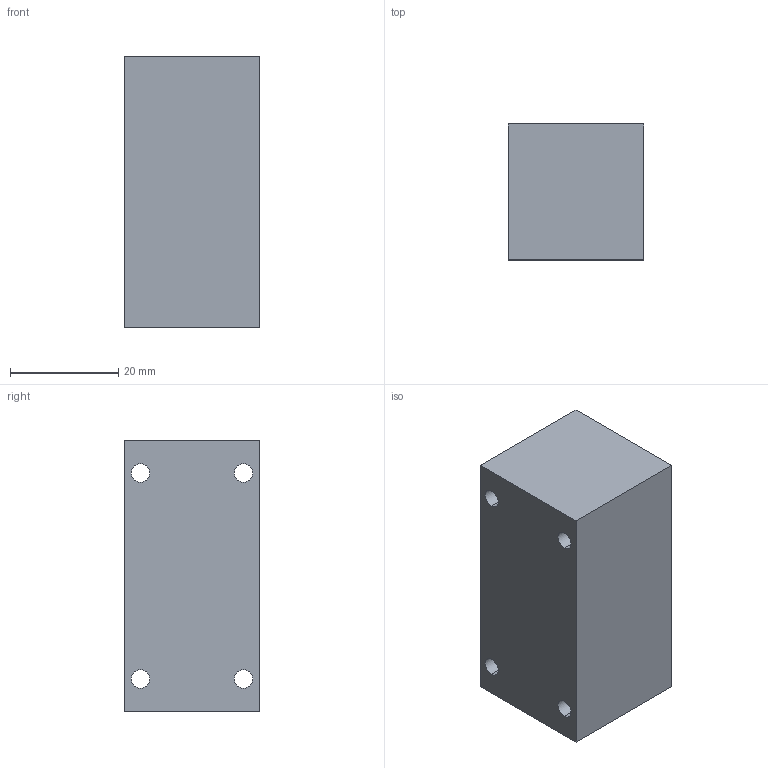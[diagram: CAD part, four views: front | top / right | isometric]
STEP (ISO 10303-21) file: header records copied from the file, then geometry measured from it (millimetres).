
FILE_DESCRIPTION (( 'STEP AP214' ), '1' );
FILE_NAME ('L-25-520_Airtec.step', '2018-12-05T13:24:47', ( '' ), ( '' ), 'SwSTEP 2.0', 'SolidWorks 2010', '' );
FILE_SCHEMA (( 'AUTOMOTIVE_DESIGN' ));
Length unit declared in the file: millimetre
Products named in the file (1): L-25-520_Airtec
Bounding box: 25 x 25 x 50 mm (x, y, z)
Volume: 29597.8 mm3; surface area: 7963.8 mm2
Topology: 1 solids, 1 shells, 162 faces, 452 edges, 291 vertices
Faces by surface type: plane 126, cylinder 22, cone 14
Entity records: 5076 total; most frequent: CARTESIAN_POINT 892, ORIENTED_EDGE 876, DIRECTION 812, EDGE_CURVE 438, VECTOR 390, LINE 390, VERTEX_POINT 291, AXIS2_PLACEMENT_3D 211
